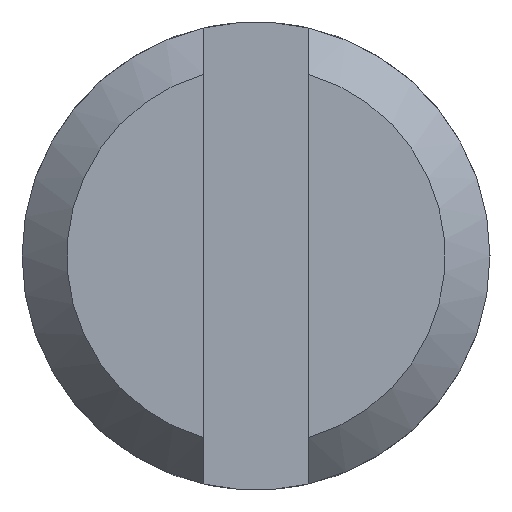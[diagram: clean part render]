
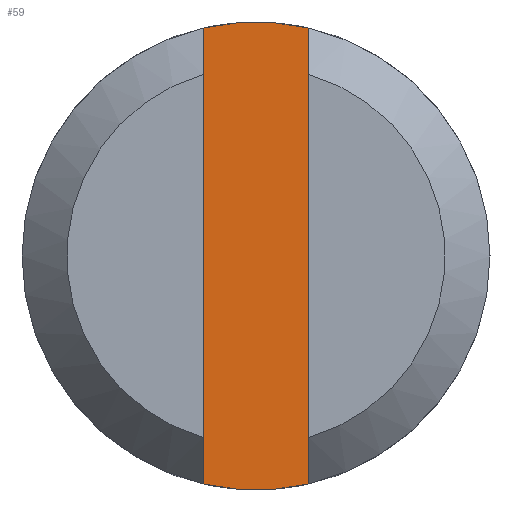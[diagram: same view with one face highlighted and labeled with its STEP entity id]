
A CAD part, left-side view. The second image highlights one B-rep face of the part: STEP entity #59.
In plain terms, the highlighted planar face has unit normal (-1, 0, 0).
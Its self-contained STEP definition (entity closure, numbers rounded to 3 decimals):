
#59 = ADVANCED_FACE( '', ( #118 ), #119, .T. );
#118 = FACE_OUTER_BOUND( '', #170, .T. );
#119 = PLANE( '', #171 );
#170 = EDGE_LOOP( '', ( #256, #257, #258, #259 ) );
#171 = AXIS2_PLACEMENT_3D( '', #260, #261, #262 );
#256 = ORIENTED_EDGE( '', *, *, #310, .T. );
#257 = ORIENTED_EDGE( '', *, *, #280, .T. );
#258 = ORIENTED_EDGE( '', *, *, #311, .T. );
#259 = ORIENTED_EDGE( '', *, *, #305, .T. );
#260 = CARTESIAN_POINT( '', ( 3., 0., 0. ) );
#261 = DIRECTION( '', ( -1., 0., 0. ) );
#262 = DIRECTION( '', ( 0., 0., 1. ) );
#280 = EDGE_CURVE( '', #321, #319, #322, .T. );
#305 = EDGE_CURVE( '', #357, #355, #358, .T. );
#310 = EDGE_CURVE( '', #355, #321, #363, .T. );
#311 = EDGE_CURVE( '', #319, #357, #364, .T. );
#319 = VERTEX_POINT( '', #376 );
#321 = VERTEX_POINT( '', #379 );
#322 = LINE( '', #380, #381 );
#355 = VERTEX_POINT( '', #425 );
#357 = VERTEX_POINT( '', #428 );
#358 = LINE( '', #429, #430 );
#363 = CIRCLE( '', #436, 4. );
#364 = CIRCLE( '', #437, 4. );
#376 = CARTESIAN_POINT( '', ( 3., -0.9, 3.897 ) );
#379 = CARTESIAN_POINT( '', ( 3., -0.9, -3.897 ) );
#380 = CARTESIAN_POINT( '', ( 3., -0.9, -10.5 ) );
#381 = VECTOR( '', #441, 1000. );
#425 = CARTESIAN_POINT( '', ( 3., 0.9, -3.897 ) );
#428 = CARTESIAN_POINT( '', ( 3., 0.9, 3.897 ) );
#429 = CARTESIAN_POINT( '', ( 3., 0.9, 10.5 ) );
#430 = VECTOR( '', #469, 1000. );
#436 = AXIS2_PLACEMENT_3D( '', #474, #475, #476 );
#437 = AXIS2_PLACEMENT_3D( '', #477, #478, #479 );
#441 = DIRECTION( '', ( 0., 0., 1. ) );
#469 = DIRECTION( '', ( 0., 0., -1. ) );
#474 = CARTESIAN_POINT( '', ( 3., 0., 0. ) );
#475 = DIRECTION( '', ( -1., 0., 0. ) );
#476 = DIRECTION( '', ( 0., 0., 1. ) );
#477 = CARTESIAN_POINT( '', ( 3., 0., 0. ) );
#478 = DIRECTION( '', ( -1., 0., 0. ) );
#479 = DIRECTION( '', ( 0., 0., 1. ) );
